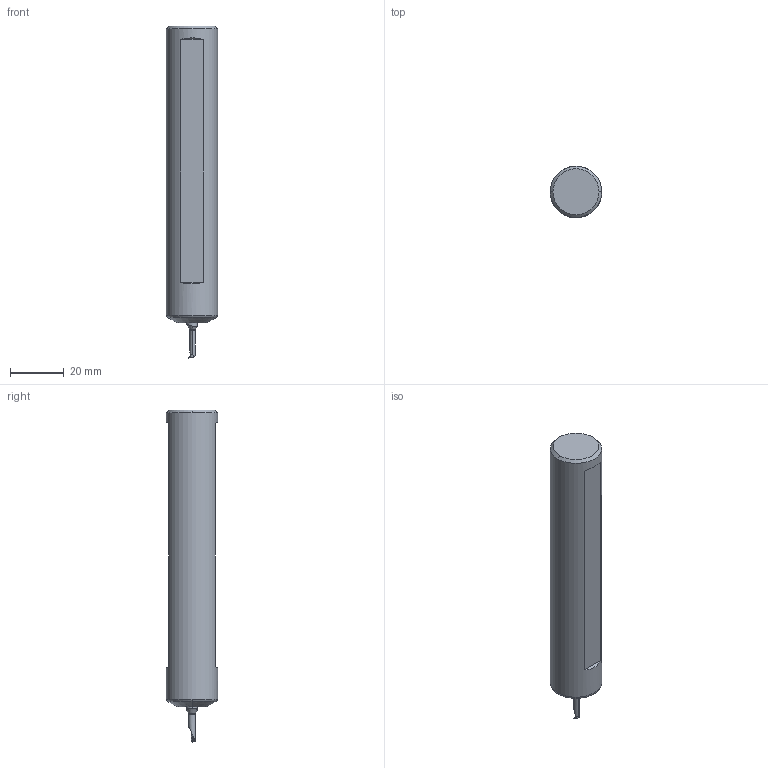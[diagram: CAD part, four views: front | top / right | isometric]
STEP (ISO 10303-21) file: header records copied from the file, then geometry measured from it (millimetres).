
FILE_DESCRIPTION(('3-D model version:1'),'2;1');
FILE_NAME('assembly','2022-11-18T15:18:52',(''),('AB Sandvik Coromant'), 'Open CASCADE STEP processor 7.4','CoroPlus Tool Library','');
FILE_SCHEMA(('AUTOMOTIVE_DESIGN { 1 0 10303 214 1 1 1 1 }'));
Length unit declared in the file: millimetre
Products named in the file (4): 202042244mod000_00; assembly_5726377; 202042217mod000_00; ASSEMBLY_CONSTRUCTION
Assembly tree (3 placements, depth 2):
  assembly_5726377
    202042244mod000_00
    202042217mod000_00
    ASSEMBLY_CONSTRUCTION
Bounding box: 19.05 x 19.05 x 123 mm (x, y, z)
Volume: 30027.4 mm3; surface area: 7512.4 mm2
Topology: 3 solids, 3 shells, 56 faces, 131 edges, 85 vertices
Faces by surface type: plane 21, bspline 11, cone 9, cylinder 8, torus 7
Full cylindrical faces by diameter (mm): 4 x1, 19.05 x1
Entity records: 2738 total; most frequent: CARTESIAN_POINT 1419, ORIENTED_EDGE 268, DIRECTION 223, EDGE_CURVE 134, VERTEX_POINT 91, AXIS2_PLACEMENT_3D 86, EDGE_LOOP 63, ADVANCED_FACE 56
